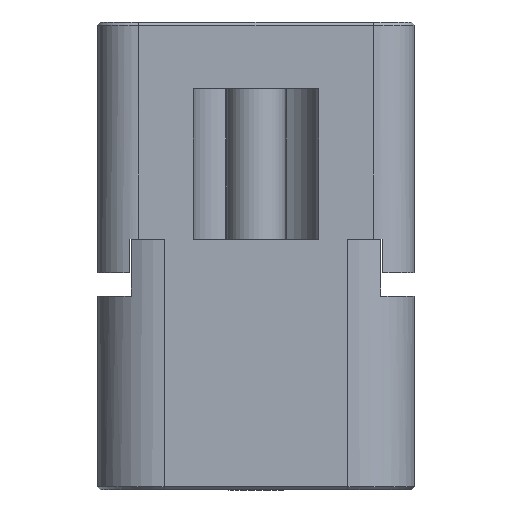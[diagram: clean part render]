
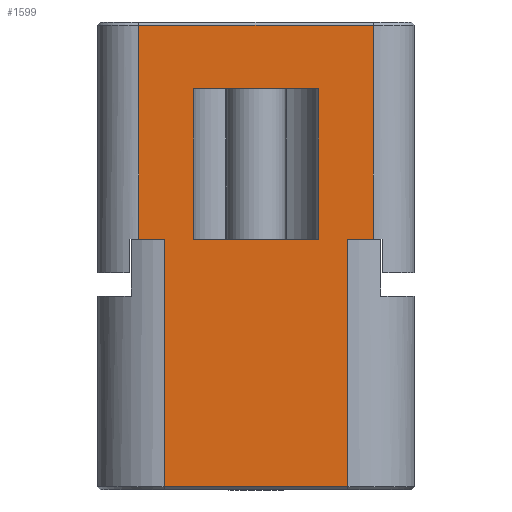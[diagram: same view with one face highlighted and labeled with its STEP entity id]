
A CAD part, left-side view. The second image highlights one B-rep face of the part: STEP entity #1599.
In plain terms, the highlighted planar face has unit normal (-1, 0, 0).
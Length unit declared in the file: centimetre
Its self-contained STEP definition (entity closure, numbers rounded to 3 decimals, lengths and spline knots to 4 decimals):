
#295 = CARTESIAN_POINT ( 'NONE',  ( -2.0257, 0., 0.9525 ) ) ;
#581 = PLANE ( 'NONE',  #12079 ) ;
#583 = DIRECTION ( 'NONE',  ( -1., 0., 0. ) ) ;
#584 = DIRECTION ( 'NONE',  ( 0., 0., 1. ) ) ;
#855 = LINE ( 'NONE', #9693, #857 ) ;
#857 = VECTOR ( 'NONE', #9704, 100. ) ;
#876 = FACE_BOUND ( 'NONE', #12988, .T. ) ;
#881 = FACE_OUTER_BOUND ( 'NONE', #12977, .T. ) ;
#944 = LINE ( 'NONE', #3228, #947 ) ;
#945 = LINE ( 'NONE', #3226, #951 ) ;
#947 = VECTOR ( 'NONE', #3223, 100. ) ;
#951 = VECTOR ( 'NONE', #3251, 100. ) ;
#979 = LINE ( 'NONE', #3463, #981 ) ;
#981 = VECTOR ( 'NONE', #3466, 100. ) ;
#1010 = LINE ( 'NONE', #3954, #1014 ) ;
#1014 = VECTOR ( 'NONE', #3961, 100. ) ;
#1388 = EDGE_CURVE ( 'NONE', #4783, #5080, #10611, .T. ) ;
#1405 = EDGE_CURVE ( 'NONE', #8090, #4951, #10639, .T. ) ;
#1406 = EDGE_CURVE ( 'NONE', #4951, #8197, #10636, .T. ) ;
#1417 = EDGE_CURVE ( 'NONE', #5080, #7953, #10656, .T. ) ;
#1445 = EDGE_CURVE ( 'NONE', #7953, #7934, #10694, .T. ) ;
#1453 = EDGE_CURVE ( 'NONE', #7996, #5082, #10707, .T. ) ;
#1461 = EDGE_CURVE ( 'NONE', #8194, #8090, #10720, .T. ) ;
#1518 = EDGE_CURVE ( 'NONE', #7934, #7996, #855, .T. ) ;
#1599 = ADVANCED_FACE ( 'NONE', ( #876, #881 ), #581, .T. ) ;
#1704 = EDGE_CURVE ( 'NONE', #5072, #5070, #944, .T. ) ;
#1707 = EDGE_CURVE ( 'NONE', #5070, #5082, #945, .T. ) ;
#1733 = EDGE_CURVE ( 'NONE', #5072, #4783, #979, .T. ) ;
#1763 = EDGE_CURVE ( 'NONE', #8197, #8194, #1010, .T. ) ;
#3223 = DIRECTION ( 'NONE',  ( 0., -1., 0. ) ) ;
#3226 = CARTESIAN_POINT ( 'NONE',  ( -2.0257, -0.4458, -0.5622 ) ) ;
#3228 = CARTESIAN_POINT ( 'NONE',  ( -2.0257, 0., 1.7653 ) ) ;
#3251 = DIRECTION ( 'NONE',  ( 0., 0., -1. ) ) ;
#3463 = CARTESIAN_POINT ( 'NONE',  ( -2.0257, 0.4458, 0.9525 ) ) ;
#3466 = DIRECTION ( 'NONE',  ( 0., 0., -1. ) ) ;
#3954 = CARTESIAN_POINT ( 'NONE',  ( -2.0257, 0., 1.524 ) ) ;
#3961 = DIRECTION ( 'NONE',  ( 0., -1., 0. ) ) ;
#4783 = VERTEX_POINT ( 'NONE', #6906 ) ;
#4951 = VERTEX_POINT ( 'NONE', #6945 ) ;
#5070 = VERTEX_POINT ( 'NONE', #6997 ) ;
#5072 = VERTEX_POINT ( 'NONE', #6990 ) ;
#5080 = VERTEX_POINT ( 'NONE', #7003 ) ;
#5082 = VERTEX_POINT ( 'NONE', #6998 ) ;
#6906 = CARTESIAN_POINT ( 'NONE',  ( -2.0257, 0.4458, 0.9525 ) ) ;
#6945 = CARTESIAN_POINT ( 'NONE',  ( -2.0257, 0.2388, 0.9525 ) ) ;
#6990 = CARTESIAN_POINT ( 'NONE',  ( -2.0257, 0.4458, 1.7653 ) ) ;
#6997 = CARTESIAN_POINT ( 'NONE',  ( -2.0257, -0.4458, 1.7653 ) ) ;
#6998 = CARTESIAN_POINT ( 'NONE',  ( -2.0257, -0.4458, 0.9525 ) ) ;
#7003 = CARTESIAN_POINT ( 'NONE',  ( -2.0257, 0.3493, 0.9525 ) ) ;
#7934 = VERTEX_POINT ( 'NONE', #10805 ) ;
#7953 = VERTEX_POINT ( 'NONE', #10824 ) ;
#7996 = VERTEX_POINT ( 'NONE', #10867 ) ;
#8090 = VERTEX_POINT ( 'NONE', #10896 ) ;
#8194 = VERTEX_POINT ( 'NONE', #10918 ) ;
#8197 = VERTEX_POINT ( 'NONE', #10917 ) ;
#9693 = CARTESIAN_POINT ( 'NONE',  ( -2.0257, -0.3493, 0.9525 ) ) ;
#9704 = DIRECTION ( 'NONE',  ( 0., 0., 1. ) ) ;
#9924 = DIRECTION ( 'NONE',  ( 0., 0., -1. ) ) ;
#9932 = CARTESIAN_POINT ( 'NONE',  ( -2.0256, 0., 0.9525 ) ) ;
#9948 = DIRECTION ( 'NONE',  ( 0., 1., 0. ) ) ;
#10002 = DIRECTION ( 'NONE',  ( 0., -1., 0. ) ) ;
#10010 = DIRECTION ( 'NONE',  ( 0., -1., 0. ) ) ;
#10042 = CARTESIAN_POINT ( 'NONE',  ( -2.0257, 0., 0.0127 ) ) ;
#10094 = CARTESIAN_POINT ( 'NONE',  ( -2.0257, 0., 0.9525 ) ) ;
#10143 = DIRECTION ( 'NONE',  ( 0., 0., 1. ) ) ;
#10148 = CARTESIAN_POINT ( 'NONE',  ( -2.0257, -0.2388, 0.9525 ) ) ;
#10157 = CARTESIAN_POINT ( 'NONE',  ( -2.0257, 0., 0.9525 ) ) ;
#10175 = DIRECTION ( 'NONE',  ( 0., -1., 0. ) ) ;
#10258 = DIRECTION ( 'NONE',  ( 0., 0., -1. ) ) ;
#10259 = CARTESIAN_POINT ( 'NONE',  ( -2.0257, 0.3493, 0.9525 ) ) ;
#10260 = CARTESIAN_POINT ( 'NONE',  ( -2.0257, 0.2388, 0.9525 ) ) ;
#10611 = LINE ( 'NONE', #9932, #10616 ) ;
#10616 = VECTOR ( 'NONE', #10010, 100. ) ;
#10636 = LINE ( 'NONE', #10260, #10644 ) ;
#10639 = LINE ( 'NONE', #10094, #10642 ) ;
#10642 = VECTOR ( 'NONE', #9948, 100. ) ;
#10644 = VECTOR ( 'NONE', #10143, 100. ) ;
#10656 = LINE ( 'NONE', #10259, #10658 ) ;
#10658 = VECTOR ( 'NONE', #10258, 100. ) ;
#10694 = LINE ( 'NONE', #10042, #10698 ) ;
#10698 = VECTOR ( 'NONE', #10002, 100. ) ;
#10707 = LINE ( 'NONE', #10157, #10712 ) ;
#10712 = VECTOR ( 'NONE', #10175, 100. ) ;
#10720 = LINE ( 'NONE', #10148, #10723 ) ;
#10723 = VECTOR ( 'NONE', #9924, 100. ) ;
#10805 = CARTESIAN_POINT ( 'NONE',  ( -2.0257, -0.3493, 0.0127 ) ) ;
#10824 = CARTESIAN_POINT ( 'NONE',  ( -2.0257, 0.3493, 0.0127 ) ) ;
#10867 = CARTESIAN_POINT ( 'NONE',  ( -2.0257, -0.3493, 0.9525 ) ) ;
#10896 = CARTESIAN_POINT ( 'NONE',  ( -2.0257, -0.2388, 0.9525 ) ) ;
#10917 = CARTESIAN_POINT ( 'NONE',  ( -2.0256, 0.2388, 1.524 ) ) ;
#10918 = CARTESIAN_POINT ( 'NONE',  ( -2.0257, -0.2388, 1.524 ) ) ;
#12079 = AXIS2_PLACEMENT_3D ( 'NONE', #295, #583, #584 ) ;
#12778 = ORIENTED_EDGE ( 'NONE', *, *, #1405, .T. ) ;
#12784 = ORIENTED_EDGE ( 'NONE', *, *, #1406, .T. ) ;
#12790 = ORIENTED_EDGE ( 'NONE', *, *, #1707, .F. ) ;
#12947 = ORIENTED_EDGE ( 'NONE', *, *, #1704, .F. ) ;
#12967 = ORIENTED_EDGE ( 'NONE', *, *, #1733, .T. ) ;
#12970 = ORIENTED_EDGE ( 'NONE', *, *, #1388, .T. ) ;
#12977 = EDGE_LOOP ( 'NONE', ( #12999, #12790, #12947, #12967, #12970, #13033, #13091, #13153 ) ) ;
#12988 = EDGE_LOOP ( 'NONE', ( #13037, #13095, #12778, #12784 ) ) ;
#12999 = ORIENTED_EDGE ( 'NONE', *, *, #1453, .T. ) ;
#13033 = ORIENTED_EDGE ( 'NONE', *, *, #1417, .T. ) ;
#13037 = ORIENTED_EDGE ( 'NONE', *, *, #1763, .T. ) ;
#13091 = ORIENTED_EDGE ( 'NONE', *, *, #1445, .T. ) ;
#13095 = ORIENTED_EDGE ( 'NONE', *, *, #1461, .T. ) ;
#13153 = ORIENTED_EDGE ( 'NONE', *, *, #1518, .T. ) ;
